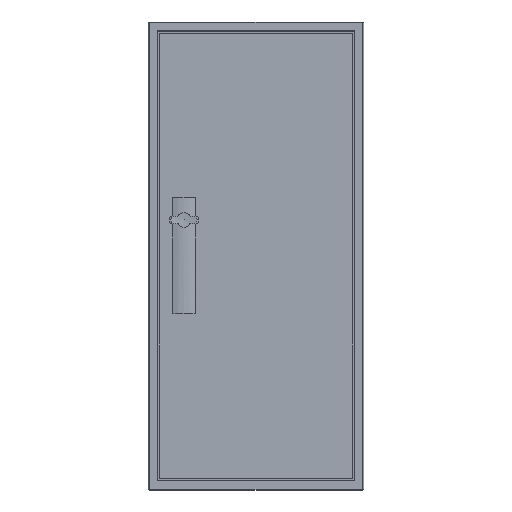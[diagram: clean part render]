
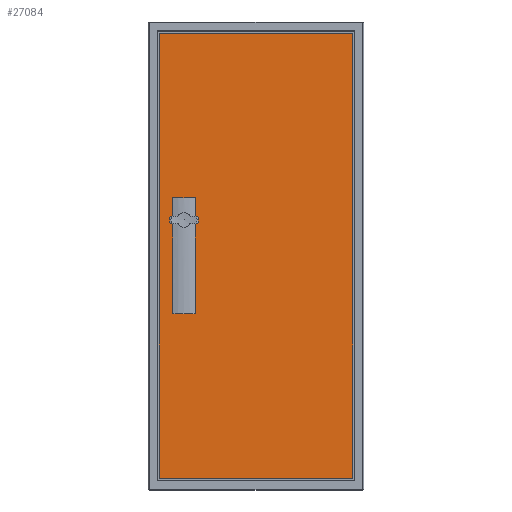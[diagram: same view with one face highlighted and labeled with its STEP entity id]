
A CAD part, top view. The second image highlights one B-rep face of the part: STEP entity #27084.
In plain terms, the highlighted planar face has unit normal (0, 0, 1).
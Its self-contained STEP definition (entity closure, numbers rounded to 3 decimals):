
#3568=ORIENTED_EDGE('',*,*,#10612,.F.);
#3569=ORIENTED_EDGE('',*,*,#10613,.F.);
#3570=ORIENTED_EDGE('',*,*,#10614,.T.);
#3571=ORIENTED_EDGE('',*,*,#10615,.T.);
#3572=ORIENTED_EDGE('',*,*,#10616,.T.);
#3573=ORIENTED_EDGE('',*,*,#10617,.F.);
#3574=ORIENTED_EDGE('',*,*,#10618,.F.);
#3575=ORIENTED_EDGE('',*,*,#10609,.T.);
#10609=EDGE_CURVE('',#14300,#14299,#17093,.T.);
#10612=EDGE_CURVE('',#14302,#14303,#17096,.T.);
#10613=EDGE_CURVE('',#14304,#14302,#17097,.T.);
#10614=EDGE_CURVE('',#14304,#14305,#17098,.T.);
#10615=EDGE_CURVE('',#14305,#14303,#17099,.T.);
#10616=EDGE_CURVE('',#14299,#14306,#17100,.T.);
#10617=EDGE_CURVE('',#14307,#14306,#17101,.T.);
#10618=EDGE_CURVE('',#14300,#14307,#17102,.T.);
#14299=VERTEX_POINT('',#40892);
#14300=VERTEX_POINT('',#40894);
#14302=VERTEX_POINT('',#40900);
#14303=VERTEX_POINT('',#40901);
#14304=VERTEX_POINT('',#40903);
#14305=VERTEX_POINT('',#40905);
#14306=VERTEX_POINT('',#40908);
#14307=VERTEX_POINT('',#40910);
#17093=LINE('',#40893,#20135);
#17096=LINE('',#40899,#20138);
#17097=LINE('',#40902,#20139);
#17098=LINE('',#40904,#20140);
#17099=LINE('',#40906,#20141);
#17100=LINE('',#40907,#20142);
#17101=LINE('',#40909,#20143);
#17102=LINE('',#40911,#20144);
#20135=VECTOR('',#32694,1000.);
#20138=VECTOR('',#32699,1000.);
#20139=VECTOR('',#32700,1000.);
#20140=VECTOR('',#32701,1000.);
#20141=VECTOR('',#32702,1000.);
#20142=VECTOR('',#32703,1000.);
#20143=VECTOR('',#32704,1000.);
#20144=VECTOR('',#32705,1000.);
#22770=EDGE_LOOP('',(#3568,#3569,#3570,#3571));
#22771=EDGE_LOOP('',(#3572,#3573,#3574,#3575));
#24440=FACE_BOUND('',#22770,.T.);
#24441=FACE_BOUND('',#22771,.T.);
#25963=PLANE('',#28827);
#27084=ADVANCED_FACE('',(#24440,#24441),#25963,.F.);
#28827=AXIS2_PLACEMENT_3D('',#40898,#32697,#32698);
#32694=DIRECTION('',(0.,1.,0.));
#32697=DIRECTION('',(0.,0.,-1.));
#32698=DIRECTION('',(-1.,0.,0.));
#32699=DIRECTION('',(0.,1.,0.));
#32700=DIRECTION('',(1.,0.,0.));
#32701=DIRECTION('',(0.,1.,0.));
#32702=DIRECTION('',(1.,0.,0.));
#32703=DIRECTION('',(-1.,0.,0.));
#32704=DIRECTION('',(0.,1.,0.));
#32705=DIRECTION('',(-1.,0.,0.));
#40892=CARTESIAN_POINT('',(284.6,619.,228.55));
#40893=CARTESIAN_POINT('',(284.6,0.,228.55));
#40894=CARTESIAN_POINT('',(284.6,0.,228.55));
#40898=CARTESIAN_POINT('',(284.6,0.,228.55));
#40899=CARTESIAN_POINT('',(65.35,229.057,228.55));
#40900=CARTESIAN_POINT('',(65.35,229.057,228.55));
#40901=CARTESIAN_POINT('',(65.35,390.5,228.55));
#40902=CARTESIAN_POINT('',(34.35,229.057,228.55));
#40903=CARTESIAN_POINT('',(34.35,229.057,228.55));
#40904=CARTESIAN_POINT('',(34.35,229.057,228.55));
#40905=CARTESIAN_POINT('',(34.35,390.5,228.55));
#40906=CARTESIAN_POINT('',(34.35,390.5,228.55));
#40907=CARTESIAN_POINT('',(284.6,619.,228.55));
#40908=CARTESIAN_POINT('',(15.5,619.,228.55));
#40909=CARTESIAN_POINT('',(15.5,0.,228.55));
#40910=CARTESIAN_POINT('',(15.5,0.,228.55));
#40911=CARTESIAN_POINT('',(284.6,0.,228.55));
